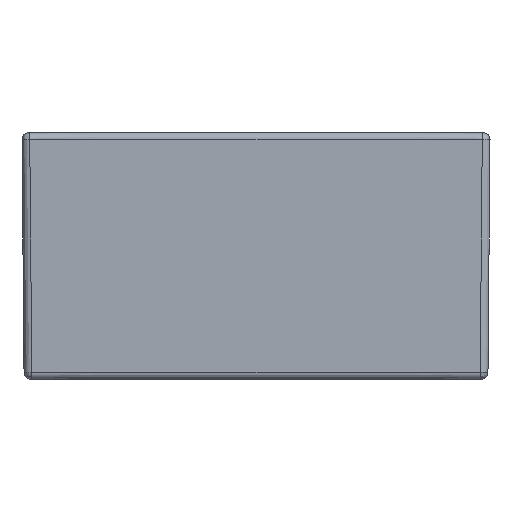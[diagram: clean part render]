
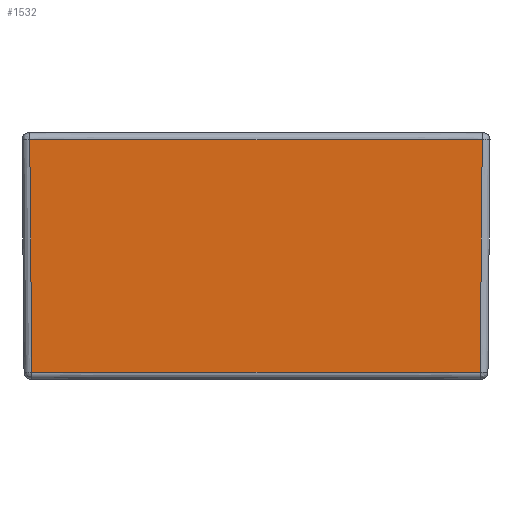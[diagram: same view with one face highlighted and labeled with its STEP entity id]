
A CAD part, left-side view. The second image highlights one B-rep face of the part: STEP entity #1532.
In plain terms, the highlighted free-form (B-spline) face has degree [1, 3] with [2, 4] control points.
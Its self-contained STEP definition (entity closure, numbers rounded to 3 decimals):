
#591=B_SPLINE_SURFACE_WITH_KNOTS('',1,3,((#19761,#19762,#19763,#19764),
(#19765,#19766,#19767,#19768)),.UNSPECIFIED.,.F.,.F.,.F.,(2,2),(4,4),(0.,
1.),(0.,1.),.UNSPECIFIED.);
#752=FACE_OUTER_BOUND('',#2390,.T.);
#1532=ADVANCED_FACE('',(#752),#591,.T.);
#2390=EDGE_LOOP('',(#3550,#3551,#3552,#3553));
#3550=ORIENTED_EDGE('',*,*,#6089,.T.);
#3551=ORIENTED_EDGE('',*,*,#6090,.T.);
#3552=ORIENTED_EDGE('',*,*,#6091,.T.);
#3553=ORIENTED_EDGE('',*,*,#6092,.T.);
#5340=VERTEX_POINT('',#19736);
#5341=VERTEX_POINT('',#19737);
#5342=VERTEX_POINT('',#19742);
#5343=VERTEX_POINT('',#19756);
#6089=EDGE_CURVE('',#5340,#5341,#7009,.T.);
#6090=EDGE_CURVE('',#5341,#5342,#7010,.T.);
#6091=EDGE_CURVE('',#5342,#5343,#7011,.T.);
#6092=EDGE_CURVE('',#5343,#5340,#7012,.T.);
#7009=B_SPLINE_CURVE_WITH_KNOTS('',3,(#19723,#19724,#19725,#19726,#19727,
#19728,#19729,#19730,#19731,#19732,#19733,#19734,#19735),.UNSPECIFIED.,
 .F.,.F.,(4,3,3,3,4),(0.,0.162,0.696,0.962,
1.),.UNSPECIFIED.);
#7010=B_SPLINE_CURVE_WITH_KNOTS('',3,(#19738,#19739,#19740,#19741),
 .UNSPECIFIED.,.F.,.F.,(4,4),(0.,1.),.UNSPECIFIED.);
#7011=B_SPLINE_CURVE_WITH_KNOTS('',3,(#19743,#19744,#19745,#19746,#19747,
#19748,#19749,#19750,#19751,#19752,#19753,#19754,#19755),.UNSPECIFIED.,
 .F.,.F.,(4,3,3,3,4),(0.,0.038,0.304,0.838,
1.),.UNSPECIFIED.);
#7012=B_SPLINE_CURVE_WITH_KNOTS('',3,(#19757,#19758,#19759,#19760),
 .UNSPECIFIED.,.F.,.F.,(4,4),(0.,1.),.UNSPECIFIED.);
#19723=CARTESIAN_POINT('',(-465.481,217.329,-7.061));
#19724=CARTESIAN_POINT('',(-465.368,217.216,-20.046));
#19725=CARTESIAN_POINT('',(-465.254,217.103,-33.031));
#19726=CARTESIAN_POINT('',(-465.141,216.989,-46.016));
#19727=CARTESIAN_POINT('',(-464.769,216.617,-88.679));
#19728=CARTESIAN_POINT('',(-464.396,216.245,-131.343));
#19729=CARTESIAN_POINT('',(-464.024,215.872,-174.006));
#19730=CARTESIAN_POINT('',(-463.838,215.686,-195.338));
#19731=CARTESIAN_POINT('',(-463.652,215.5,-216.67));
#19732=CARTESIAN_POINT('',(-463.466,215.314,-238.001));
#19733=CARTESIAN_POINT('',(-463.439,215.288,-241.021));
#19734=CARTESIAN_POINT('',(-463.413,215.261,-244.041));
#19735=CARTESIAN_POINT('',(-463.386,215.235,-247.061));
#19736=CARTESIAN_POINT('',(-465.481,217.329,-7.061));
#19737=CARTESIAN_POINT('',(-463.386,215.235,-247.061));
#19738=CARTESIAN_POINT('',(-463.386,215.235,-247.061));
#19739=CARTESIAN_POINT('',(-463.386,61.142,-247.061));
#19740=CARTESIAN_POINT('',(-463.386,-92.951,-247.061));
#19741=CARTESIAN_POINT('',(-463.386,-247.045,-247.061));
#19742=CARTESIAN_POINT('',(-463.386,-247.045,-247.061));
#19743=CARTESIAN_POINT('',(-463.386,-247.045,-247.061));
#19744=CARTESIAN_POINT('',(-463.413,-247.071,-244.041));
#19745=CARTESIAN_POINT('',(-463.439,-247.097,-241.021));
#19746=CARTESIAN_POINT('',(-463.466,-247.124,-238.001));
#19747=CARTESIAN_POINT('',(-463.652,-247.31,-216.67));
#19748=CARTESIAN_POINT('',(-463.838,-247.496,-195.338));
#19749=CARTESIAN_POINT('',(-464.024,-247.682,-174.006));
#19750=CARTESIAN_POINT('',(-464.396,-248.055,-131.343));
#19751=CARTESIAN_POINT('',(-464.769,-248.427,-88.679));
#19752=CARTESIAN_POINT('',(-465.141,-248.799,-46.016));
#19753=CARTESIAN_POINT('',(-465.254,-248.913,-33.031));
#19754=CARTESIAN_POINT('',(-465.368,-249.026,-20.046));
#19755=CARTESIAN_POINT('',(-465.481,-249.139,-7.061));
#19756=CARTESIAN_POINT('',(-465.481,-249.139,-7.061));
#19757=CARTESIAN_POINT('',(-465.481,-249.139,-7.061));
#19758=CARTESIAN_POINT('',(-465.481,-93.65,-7.061));
#19759=CARTESIAN_POINT('',(-465.481,61.84,-7.061));
#19760=CARTESIAN_POINT('',(-465.481,217.329,-7.061));
#19761=CARTESIAN_POINT('',(-462.883,-261.124,-304.8));
#19762=CARTESIAN_POINT('',(-462.883,-97.594,-304.8));
#19763=CARTESIAN_POINT('',(-462.883,65.936,-304.8));
#19764=CARTESIAN_POINT('',(-462.883,229.467,-304.8));
#19765=CARTESIAN_POINT('',(-465.543,-261.124,0.));
#19766=CARTESIAN_POINT('',(-465.543,-97.594,0.));
#19767=CARTESIAN_POINT('',(-465.543,65.936,0.));
#19768=CARTESIAN_POINT('',(-465.543,229.467,0.));
